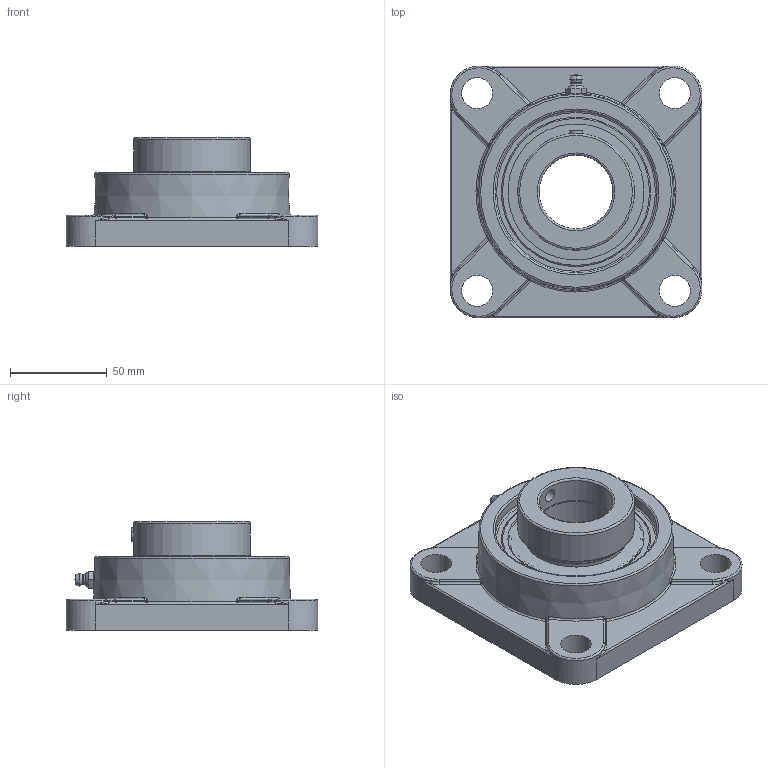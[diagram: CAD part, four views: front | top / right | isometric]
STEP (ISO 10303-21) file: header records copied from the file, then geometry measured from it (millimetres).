
FILE_DESCRIPTION(('HOOPS Exchange Step'),'2;1');
FILE_NAME('export-04639E51-94F8-4849-B93F-9896249484B8.stp','2019-12-12T15:23:48-08:00',('ibuslach'),('Alibre'),'HOOPS Exchange 2019.2','Alibre','Unknown authorisation');
FILE_SCHEMA( ('AP242_MANAGED_MODEL_BASED_3D_ENGINEERING_MIM_LF {1 0 10303 442 1 1 4 }') );
Length unit declared in the file: centimetre
Products named in the file (8): MRN SF 208; UCP ZERK 6mm; SNC 208-24 COLLAR; SNC 208 SHIELD; SNC 208-24 RACES; SNC 207 SS; MRN SNC 208-24; MRN SNCF 208-24
Assembly tree (8 placements, depth 3):
  MRN SNCF 208-24
    MRN SF 208
    UCP ZERK 6mm
    MRN SNC 208-24
      SNC 208-24 COLLAR
      SNC 208 SHIELD  x2
      SNC 208-24 RACES
      SNC 207 SS
Bounding box: 130 x 130 x 55.89 mm (x, y, z)
Volume: 309070.6 mm3; surface area: 94086.8 mm2
Topology: 8 solids, 8 shells, 235 faces, 600 edges, 360 vertices
Faces by surface type: cylinder 68, plane 61, torus 41, bspline 28, cone 19, sphere 18
Full cylindrical faces by diameter (mm): 2.509 x2, 6 x2, 6.782 x3, 16 x4, 38.1 x2, 48.768 x2, 52.387 x4, 53.149 x2, 60.3 x1, 67.035 x2, 70.358 x2, 83.82 x1, 85.725 x1
Entity records: 11842 total; most frequent: CARTESIAN_POINT 6220, DIRECTION 1203, ORIENTED_EDGE 1112, EDGE_CURVE 556, AXIS2_PLACEMENT_3D 521, VERTEX_POINT 346, CIRCLE 297, EDGE_LOOP 258
